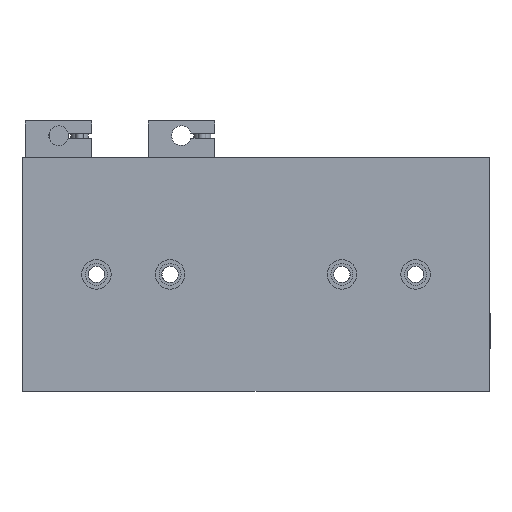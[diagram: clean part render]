
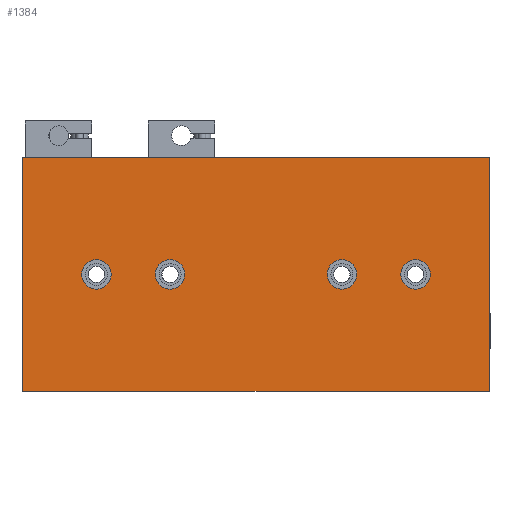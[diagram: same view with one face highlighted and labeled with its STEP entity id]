
A CAD part, front view. The second image highlights one B-rep face of the part: STEP entity #1384.
In plain terms, the highlighted planar face has unit normal (0, -1, 0).
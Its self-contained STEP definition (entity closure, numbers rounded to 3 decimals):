
#733 = CIRCLE ( 'NONE', #8953, 6. ) ;
#758 = CIRCLE ( 'NONE', #8961, 6. ) ;
#771 = CIRCLE ( 'NONE', #8964, 6. ) ;
#782 = CIRCLE ( 'NONE', #8969, 6. ) ;
#840 = VERTEX_POINT ( 'NONE', #5272 ) ;
#841 = VERTEX_POINT ( 'NONE', #5273 ) ;
#844 = VERTEX_POINT ( 'NONE', #5276 ) ;
#845 = VERTEX_POINT ( 'NONE', #5277 ) ;
#848 = VERTEX_POINT ( 'NONE', #5280 ) ;
#849 = VERTEX_POINT ( 'NONE', #5281 ) ;
#852 = VERTEX_POINT ( 'NONE', #5284 ) ;
#853 = VERTEX_POINT ( 'NONE', #5285 ) ;
#1094 = VERTEX_POINT ( 'NONE', #5526 ) ;
#1095 = VERTEX_POINT ( 'NONE', #5527 ) ;
#1106 = VERTEX_POINT ( 'NONE', #5538 ) ;
#1129 = VERTEX_POINT ( 'NONE', #5561 ) ;
#1384 = ADVANCED_FACE ( 'NONE', ( #22082, #22088, #22090, #22092, #22085 ), #6546, .T. ) ;
#1679 = EDGE_CURVE ( 'NONE', #1094, #1095, #22613, .T. ) ;
#1696 = EDGE_CURVE ( 'NONE', #1106, #1094, #22646, .T. ) ;
#1726 = EDGE_CURVE ( 'NONE', #853, #852, #22703, .T. ) ;
#1729 = EDGE_CURVE ( 'NONE', #1129, #1106, #22706, .T. ) ;
#1731 = EDGE_CURVE ( 'NONE', #1095, #1129, #22710, .T. ) ;
#1732 = EDGE_CURVE ( 'NONE', #849, #848, #22712, .T. ) ;
#1733 = EDGE_CURVE ( 'NONE', #841, #840, #22713, .T. ) ;
#1734 = EDGE_CURVE ( 'NONE', #845, #844, #22715, .T. ) ;
#3827 = EDGE_CURVE ( 'NONE', #852, #853, #733, .T. ) ;
#3842 = EDGE_CURVE ( 'NONE', #848, #849, #758, .T. ) ;
#3852 = EDGE_CURVE ( 'NONE', #844, #845, #771, .T. ) ;
#3860 = EDGE_CURVE ( 'NONE', #840, #841, #782, .T. ) ;
#4580 = AXIS2_PLACEMENT_3D ( 'NONE', #6547, #6552, #6553 ) ;
#5272 = CARTESIAN_POINT ( 'NONE',  ( -65., -70., 6. ) ) ;
#5273 = CARTESIAN_POINT ( 'NONE',  ( -65., -70., -6. ) ) ;
#5276 = CARTESIAN_POINT ( 'NONE',  ( -35., -70., 6. ) ) ;
#5277 = CARTESIAN_POINT ( 'NONE',  ( -35., -70., -6. ) ) ;
#5280 = CARTESIAN_POINT ( 'NONE',  ( 35., -70., 6. ) ) ;
#5281 = CARTESIAN_POINT ( 'NONE',  ( 35., -70., -6. ) ) ;
#5284 = CARTESIAN_POINT ( 'NONE',  ( 65., -70., 6. ) ) ;
#5285 = CARTESIAN_POINT ( 'NONE',  ( 65., -70., -6. ) ) ;
#5526 = CARTESIAN_POINT ( 'NONE',  ( 95., -70., 47.5 ) ) ;
#5527 = CARTESIAN_POINT ( 'NONE',  ( 95., -70., -47.5 ) ) ;
#5538 = CARTESIAN_POINT ( 'NONE',  ( -95., -70., 47.5 ) ) ;
#5561 = CARTESIAN_POINT ( 'NONE',  ( -95., -70., -47.5 ) ) ;
#6546 = PLANE ( 'NONE',  #4580 ) ;
#6547 = CARTESIAN_POINT ( 'NONE',  ( 95., -70., -47.5 ) ) ;
#6552 = DIRECTION ( 'NONE',  ( 0., -1., 0. ) ) ;
#6553 = DIRECTION ( 'NONE',  ( 0., 0., -1. ) ) ;
#7782 = CARTESIAN_POINT ( 'NONE',  ( 95., -70., 47.5 ) ) ;
#7785 = DIRECTION ( 'NONE',  ( 0., 0., -1. ) ) ;
#7824 = CARTESIAN_POINT ( 'NONE',  ( -95., -70., 47.5 ) ) ;
#7825 = DIRECTION ( 'NONE',  ( 1., 0., 0. ) ) ;
#7867 = CARTESIAN_POINT ( 'NONE',  ( 65., -70., 0. ) ) ;
#7887 = DIRECTION ( 'NONE',  ( 0., -1., 0. ) ) ;
#7888 = DIRECTION ( 'NONE',  ( 0., 0., -1. ) ) ;
#7892 = CARTESIAN_POINT ( 'NONE',  ( 35., -70., 0. ) ) ;
#7894 = CARTESIAN_POINT ( 'NONE',  ( -95., -70., 47.5 ) ) ;
#7895 = DIRECTION ( 'NONE',  ( 0., 0., 1. ) ) ;
#7898 = CARTESIAN_POINT ( 'NONE',  ( -95., -70., -47.5 ) ) ;
#7899 = DIRECTION ( 'NONE',  ( -1., 0., 0. ) ) ;
#7901 = DIRECTION ( 'NONE',  ( 0., -1., 0. ) ) ;
#7902 = DIRECTION ( 'NONE',  ( 0., 0., -1. ) ) ;
#7903 = CARTESIAN_POINT ( 'NONE',  ( -65., -70., 0. ) ) ;
#7904 = DIRECTION ( 'NONE',  ( 0., -1., 0. ) ) ;
#7905 = DIRECTION ( 'NONE',  ( 0., 0., -1. ) ) ;
#7906 = CARTESIAN_POINT ( 'NONE',  ( -35., -70., 0. ) ) ;
#7907 = DIRECTION ( 'NONE',  ( 0., -1., 0. ) ) ;
#7908 = DIRECTION ( 'NONE',  ( 0., 0., -1. ) ) ;
#8039 = AXIS2_PLACEMENT_3D ( 'NONE', #7892, #7901, #7902 ) ;
#8044 = AXIS2_PLACEMENT_3D ( 'NONE', #7906, #7907, #7908 ) ;
#8045 = AXIS2_PLACEMENT_3D ( 'NONE', #7867, #7887, #7888 ) ;
#8046 = AXIS2_PLACEMENT_3D ( 'NONE', #7903, #7904, #7905 ) ;
#8953 = AXIS2_PLACEMENT_3D ( 'NONE', #13756, #13763, #13764 ) ;
#8961 = AXIS2_PLACEMENT_3D ( 'NONE', #13793, #13801, #13802 ) ;
#8964 = AXIS2_PLACEMENT_3D ( 'NONE', #13847, #13854, #13855 ) ;
#8969 = AXIS2_PLACEMENT_3D ( 'NONE', #13864, #13875, #13876 ) ;
#13756 = CARTESIAN_POINT ( 'NONE',  ( 65., -70., 0. ) ) ;
#13763 = DIRECTION ( 'NONE',  ( 0., -1., 0. ) ) ;
#13764 = DIRECTION ( 'NONE',  ( 0., 0., -1. ) ) ;
#13793 = CARTESIAN_POINT ( 'NONE',  ( 35., -70., 0. ) ) ;
#13801 = DIRECTION ( 'NONE',  ( 0., -1., 0. ) ) ;
#13802 = DIRECTION ( 'NONE',  ( 0., 0., -1. ) ) ;
#13847 = CARTESIAN_POINT ( 'NONE',  ( -35., -70., 0. ) ) ;
#13854 = DIRECTION ( 'NONE',  ( 0., -1., 0. ) ) ;
#13855 = DIRECTION ( 'NONE',  ( 0., 0., -1. ) ) ;
#13864 = CARTESIAN_POINT ( 'NONE',  ( -65., -70., 0. ) ) ;
#13875 = DIRECTION ( 'NONE',  ( 0., -1., 0. ) ) ;
#13876 = DIRECTION ( 'NONE',  ( 0., 0., -1. ) ) ;
#17856 = ORIENTED_EDGE ( 'NONE', *, *, #1733, .F. ) ;
#17857 = ORIENTED_EDGE ( 'NONE', *, *, #3860, .F. ) ;
#17858 = ORIENTED_EDGE ( 'NONE', *, *, #1734, .F. ) ;
#17859 = ORIENTED_EDGE ( 'NONE', *, *, #3852, .F. ) ;
#17860 = ORIENTED_EDGE ( 'NONE', *, *, #1732, .F. ) ;
#17861 = ORIENTED_EDGE ( 'NONE', *, *, #3842, .F. ) ;
#17862 = ORIENTED_EDGE ( 'NONE', *, *, #1726, .F. ) ;
#17863 = ORIENTED_EDGE ( 'NONE', *, *, #3827, .F. ) ;
#17864 = ORIENTED_EDGE ( 'NONE', *, *, #1679, .F. ) ;
#17865 = ORIENTED_EDGE ( 'NONE', *, *, #1696, .F. ) ;
#17866 = ORIENTED_EDGE ( 'NONE', *, *, #1729, .F. ) ;
#17867 = ORIENTED_EDGE ( 'NONE', *, *, #1731, .F. ) ;
#21265 = EDGE_LOOP ( 'NONE', ( #17856, #17857 ) ) ;
#21267 = EDGE_LOOP ( 'NONE', ( #17858, #17859 ) ) ;
#21268 = EDGE_LOOP ( 'NONE', ( #17860, #17861 ) ) ;
#21269 = EDGE_LOOP ( 'NONE', ( #17862, #17863 ) ) ;
#21270 = EDGE_LOOP ( 'NONE', ( #17864, #17865, #17866, #17867 ) ) ;
#22082 = FACE_BOUND ( 'NONE', #21265, .T. ) ;
#22085 = FACE_OUTER_BOUND ( 'NONE', #21270, .T. ) ;
#22088 = FACE_BOUND ( 'NONE', #21267, .T. ) ;
#22090 = FACE_BOUND ( 'NONE', #21268, .T. ) ;
#22092 = FACE_BOUND ( 'NONE', #21269, .T. ) ;
#22613 = LINE ( 'NONE', #7782, #22618 ) ;
#22618 = VECTOR ( 'NONE', #7785, 1000. ) ;
#22646 = LINE ( 'NONE', #7824, #22647 ) ;
#22647 = VECTOR ( 'NONE', #7825, 1000. ) ;
#22703 = CIRCLE ( 'NONE', #8045, 6. ) ;
#22706 = LINE ( 'NONE', #7894, #22707 ) ;
#22707 = VECTOR ( 'NONE', #7895, 1000. ) ;
#22710 = LINE ( 'NONE', #7898, #22711 ) ;
#22711 = VECTOR ( 'NONE', #7899, 1000. ) ;
#22712 = CIRCLE ( 'NONE', #8039, 6. ) ;
#22713 = CIRCLE ( 'NONE', #8046, 6. ) ;
#22715 = CIRCLE ( 'NONE', #8044, 6. ) ;
